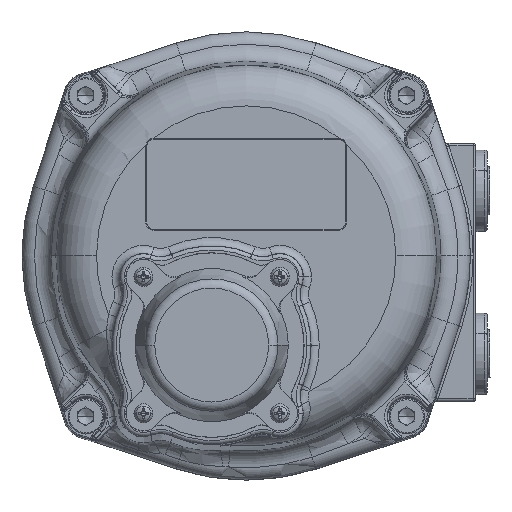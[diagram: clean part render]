
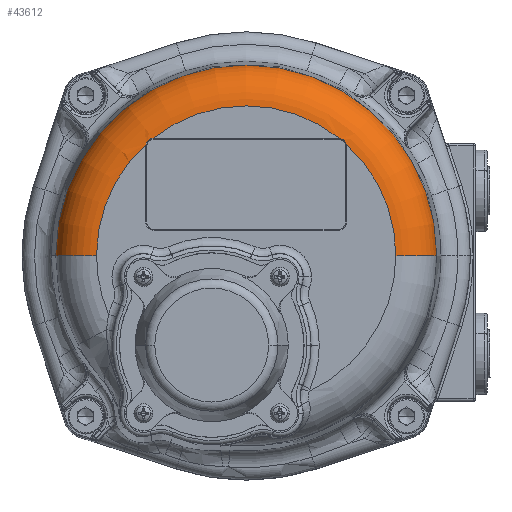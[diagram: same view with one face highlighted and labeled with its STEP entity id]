
A CAD part, top view. The second image highlights one B-rep face of the part: STEP entity #43612.
In plain terms, the highlighted toroidal (fillet/blend) face has major radius 55.07 mm and minor radius 15 mm.
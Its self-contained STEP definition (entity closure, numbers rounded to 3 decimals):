
#310 = CIRCLE ( 'NONE', #66235, 70.066 ) ;
#482 = CARTESIAN_POINT ( 'NONE',  ( -21.849, 76.075, 107. ) ) ;
#2470 = VERTEX_POINT ( 'NONE', #21477 ) ;
#2941 = AXIS2_PLACEMENT_3D ( 'NONE', #78511, #11324, #53878 ) ;
#3244 = ORIENTED_EDGE ( 'NONE', *, *, #66213, .T. ) ;
#3441 = CARTESIAN_POINT ( 'NONE',  ( 12.7, 33., 92. ) ) ;
#4491 = ORIENTED_EDGE ( 'NONE', *, *, #13602, .T. ) ;
#5056 = EDGE_CURVE ( 'NONE', #34066, #63147, #26504, .T. ) ;
#7133 = ORIENTED_EDGE ( 'NONE', *, *, #59151, .F. ) ;
#7633 = B_SPLINE_CURVE_WITH_KNOTS ( 'NONE', 3,
 ( #68751, #31640, #50298, #55919, #43938, #31382, #19506, #44450, #44194, #62628 ),
 .UNSPECIFIED., .F., .F.,
 ( 4, 2, 2, 2, 4 ),
 ( 0., 0.001, 0.002, 0.003, 0.004 ),
 .UNSPECIFIED. ) ;
#7947 = ORIENTED_EDGE ( 'NONE', *, *, #5056, .F. ) ;
#7986 = ORIENTED_EDGE ( 'NONE', *, *, #13296, .F. ) ;
#8827 = VERTEX_POINT ( 'NONE', #70688 ) ;
#11324 = DIRECTION ( 'NONE',  ( 0., 0., 1. ) ) ;
#13296 = EDGE_CURVE ( 'NONE', #56923, #8827, #310, .T. ) ;
#13602 = EDGE_CURVE ( 'NONE', #56923, #26160, #17459, .T. ) ;
#13985 = TOROIDAL_SURFACE ( 'NONE', #25778, 55.07, 15. ) ;
#16125 = ORIENTED_EDGE ( 'NONE', *, *, #17828, .F. ) ;
#17459 = CIRCLE ( 'NONE', #56440, 15. ) ;
#17828 = EDGE_CURVE ( 'NONE', #8827, #64495, #43144, .T. ) ;
#17990 = AXIS2_PLACEMENT_3D ( 'NONE', #24441, #48139, #42787 ) ;
#19506 = CARTESIAN_POINT ( 'NONE',  ( 48.954, 75.003, 106.994 ) ) ;
#19903 = AXIS2_PLACEMENT_3D ( 'NONE', #53499, #78131, #30274 ) ;
#20990 = VERTEX_POINT ( 'NONE', #68375 ) ;
#21477 = CARTESIAN_POINT ( 'NONE',  ( -24.096, 73.972, 107. ) ) ;
#23492 = CIRCLE ( 'NONE', #38010, 55.07 ) ;
#24441 = CARTESIAN_POINT ( 'NONE',  ( 67.77, 33., 92. ) ) ;
#25778 = AXIS2_PLACEMENT_3D ( 'NONE', #3441, #76761, #71412 ) ;
#26160 = VERTEX_POINT ( 'NONE', #78337 ) ;
#26504 = CIRCLE ( 'NONE', #2941, 55.07 ) ;
#27729 = CARTESIAN_POINT ( 'NONE',  ( 67.77, 33., 107. ) ) ;
#27946 = DIRECTION ( 'NONE',  ( 0., 1., 0. ) ) ;
#28827 = CARTESIAN_POINT ( 'NONE',  ( 12.7, 33., 92.314 ) ) ;
#30130 = FACE_OUTER_BOUND ( 'NONE', #44118, .T. ) ;
#30274 = DIRECTION ( 'NONE',  ( 1., 0., 0. ) ) ;
#31024 = CARTESIAN_POINT ( 'NONE',  ( -21.558, 76.116, 107. ) ) ;
#31382 = CARTESIAN_POINT ( 'NONE',  ( 48.759, 75.221, 106.993 ) ) ;
#31640 = CARTESIAN_POINT ( 'NONE',  ( 47.249, 76.075, 107. ) ) ;
#34066 = VERTEX_POINT ( 'NONE', #35002 ) ;
#34413 = DIRECTION ( 'NONE',  ( 0., 0., -1. ) ) ;
#35002 = CARTESIAN_POINT ( 'NONE',  ( 46.958, 76.116, 107. ) ) ;
#38010 = AXIS2_PLACEMENT_3D ( 'NONE', #58515, #52312, #51789 ) ;
#42787 = DIRECTION ( 'NONE',  ( 0., 0., -1. ) ) ;
#43144 = CIRCLE ( 'NONE', #17990, 15. ) ;
#43612 = ADVANCED_FACE ( 'NONE', ( #30130 ), #13985, .T. ) ;
#43938 = CARTESIAN_POINT ( 'NONE',  ( 48.312, 75.599, 106.993 ) ) ;
#43969 = EDGE_CURVE ( 'NONE', #2470, #26160, #23492, .T. ) ;
#44118 = EDGE_LOOP ( 'NONE', ( #7986, #4491, #64201, #3244, #7947, #51849, #7133, #16125 ) ) ;
#44194 = CARTESIAN_POINT ( 'NONE',  ( 49.407, 74.252, 107. ) ) ;
#44450 = CARTESIAN_POINT ( 'NONE',  ( 49.278, 74.519, 106.998 ) ) ;
#46059 = CARTESIAN_POINT ( 'NONE',  ( -42.37, 33., 92. ) ) ;
#47608 = CARTESIAN_POINT ( 'NONE',  ( -24.007, 74.252, 107. ) ) ;
#48139 = DIRECTION ( 'NONE',  ( 0., -1., 0. ) ) ;
#48356 = CARTESIAN_POINT ( 'NONE',  ( -22.912, 75.599, 106.993 ) ) ;
#48533 = CIRCLE ( 'NONE', #19903, 55.07 ) ;
#49126 = CARTESIAN_POINT ( 'NONE',  ( -22.666, 75.753, 106.994 ) ) ;
#50298 = CARTESIAN_POINT ( 'NONE',  ( 47.532, 75.993, 106.998 ) ) ;
#51789 = DIRECTION ( 'NONE',  ( 1., 0., 0. ) ) ;
#51849 = ORIENTED_EDGE ( 'NONE', *, *, #68679, .T. ) ;
#52312 = DIRECTION ( 'NONE',  ( 0., 0., 1. ) ) ;
#53499 = CARTESIAN_POINT ( 'NONE',  ( 12.7, 33., 107. ) ) ;
#53878 = DIRECTION ( 'NONE',  ( 1., 0., 0. ) ) ;
#55919 = CARTESIAN_POINT ( 'NONE',  ( 48.066, 75.753, 106.994 ) ) ;
#56440 = AXIS2_PLACEMENT_3D ( 'NONE', #46059, #27946, #69827 ) ;
#56923 = VERTEX_POINT ( 'NONE', #60292 ) ;
#58515 = CARTESIAN_POINT ( 'NONE',  ( 12.7, 33., 107. ) ) ;
#58978 = DIRECTION ( 'NONE',  ( -1., 0., 0. ) ) ;
#59151 = EDGE_CURVE ( 'NONE', #64495, #20990, #48533, .T. ) ;
#59654 = CARTESIAN_POINT ( 'NONE',  ( -23.878, 74.519, 106.998 ) ) ;
#60292 = CARTESIAN_POINT ( 'NONE',  ( -57.366, 33., 92.314 ) ) ;
#62628 = CARTESIAN_POINT ( 'NONE',  ( 49.496, 73.972, 107. ) ) ;
#63147 = VERTEX_POINT ( 'NONE', #65143 ) ;
#64201 = ORIENTED_EDGE ( 'NONE', *, *, #43969, .F. ) ;
#64495 = VERTEX_POINT ( 'NONE', #27729 ) ;
#65143 = CARTESIAN_POINT ( 'NONE',  ( -21.558, 76.116, 107. ) ) ;
#65809 = CARTESIAN_POINT ( 'NONE',  ( -23.554, 75.003, 106.994 ) ) ;
#66213 = EDGE_CURVE ( 'NONE', #2470, #63147, #66858, .T. ) ;
#66235 = AXIS2_PLACEMENT_3D ( 'NONE', #28827, #34413, #58978 ) ;
#66858 = B_SPLINE_CURVE_WITH_KNOTS ( 'NONE', 3,
 ( #77853, #47608, #59654, #65809, #67623, #48356, #49126, #67108, #482, #31024 ),
 .UNSPECIFIED., .F., .F.,
 ( 4, 2, 2, 2, 4 ),
 ( 0., 0.001, 0.002, 0.003, 0.004 ),
 .UNSPECIFIED. ) ;
#67108 = CARTESIAN_POINT ( 'NONE',  ( -22.132, 75.993, 106.998 ) ) ;
#67623 = CARTESIAN_POINT ( 'NONE',  ( -23.359, 75.221, 106.993 ) ) ;
#68375 = CARTESIAN_POINT ( 'NONE',  ( 49.496, 73.972, 107. ) ) ;
#68679 = EDGE_CURVE ( 'NONE', #34066, #20990, #7633, .T. ) ;
#68751 = CARTESIAN_POINT ( 'NONE',  ( 46.958, 76.116, 107. ) ) ;
#69827 = DIRECTION ( 'NONE',  ( -1., 0., 0. ) ) ;
#70688 = CARTESIAN_POINT ( 'NONE',  ( 82.766, 33., 92.314 ) ) ;
#71412 = DIRECTION ( 'NONE',  ( 1., 0., 0. ) ) ;
#76761 = DIRECTION ( 'NONE',  ( 0., 0., 1. ) ) ;
#77853 = CARTESIAN_POINT ( 'NONE',  ( -24.096, 73.972, 107. ) ) ;
#78131 = DIRECTION ( 'NONE',  ( 0., 0., 1. ) ) ;
#78337 = CARTESIAN_POINT ( 'NONE',  ( -42.37, 33., 107. ) ) ;
#78511 = CARTESIAN_POINT ( 'NONE',  ( 12.7, 33., 107. ) ) ;
